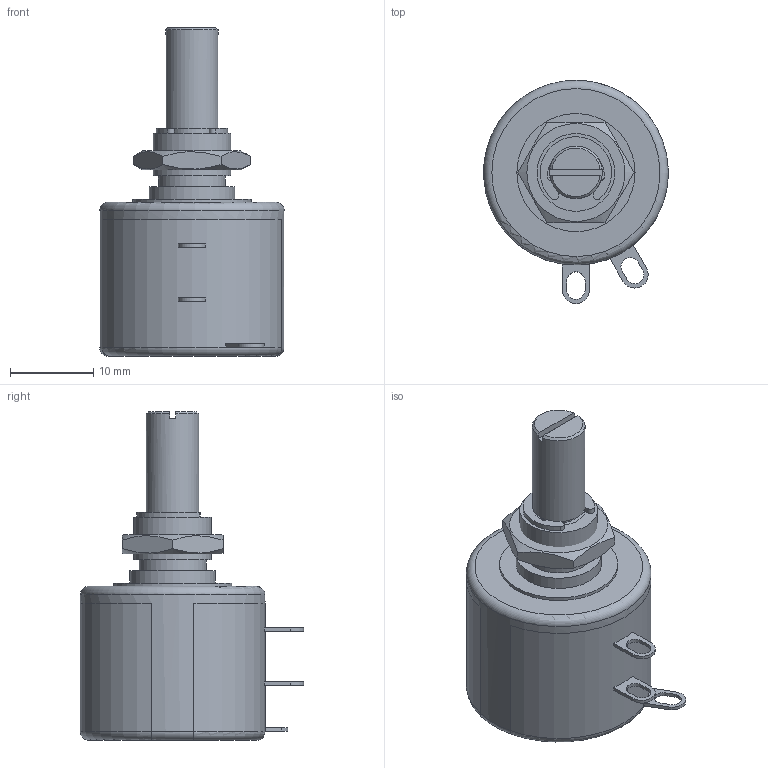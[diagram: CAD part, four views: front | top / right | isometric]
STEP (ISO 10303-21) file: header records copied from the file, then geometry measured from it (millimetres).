
FILE_DESCRIPTION((''),'2;1');
FILE_NAME('Potentiometer - VISHAY SPECTROL 534.stp','2011-12-23T11:43:12',('sdarley'),(''),'Autodesk Inventor 2011','Autodesk Inventor 2011','');
FILE_SCHEMA(('AUTOMOTIVE_DESIGN { 1 0 10303 214 1 1 1 1 }'));
Length unit declared in the file: millimetre
Products named in the file (8): Potentiometer - VISHAY SPECTROL 534; Potentiometer Housing; Potentiometer Pin; Potentiometer Base Cover; Potentiometer Threaded Tube; Potentiometer Shaft; ASME B27.8M 3FM1-7; 3,8 - 32UNEF Hex Nut
Assembly tree (9 placements, depth 2):
  Potentiometer - VISHAY SPECTROL 534
    Potentiometer Housing
    Potentiometer Pin  x3
    Potentiometer Base Cover
    Potentiometer Threaded Tube
    Potentiometer Shaft
    ASME B27.8M 3FM1-7
    3,8 - 32UNEF Hex Nut
Bounding box: 22.2 x 26.87 x 39.5 mm (x, y, z)
Volume: 8301.4 mm3; surface area: 4830.9 mm2
Topology: 9 solids, 9 shells, 115 faces, 281 edges, 189 vertices
Faces by surface type: plane 67, cylinder 36, torus 8, cone 4
Full cylindrical faces by diameter (mm): 5.33 x1, 6.33 x2, 6.35 x1, 8.06 x1, 9 x1, 9.35 x1, 10.3 x1, 14.22 x1, 22.22 x1
Entity records: 3109 total; most frequent: CARTESIAN_POINT 667, DIRECTION 478, ORIENTED_EDGE 436, EDGE_CURVE 218, AXIS2_PLACEMENT_3D 186, VERTEX_POINT 155, EDGE_LOOP 119, VECTOR 106
